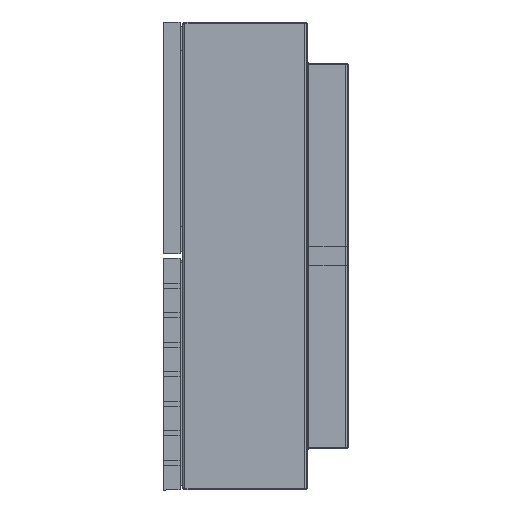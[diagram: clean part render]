
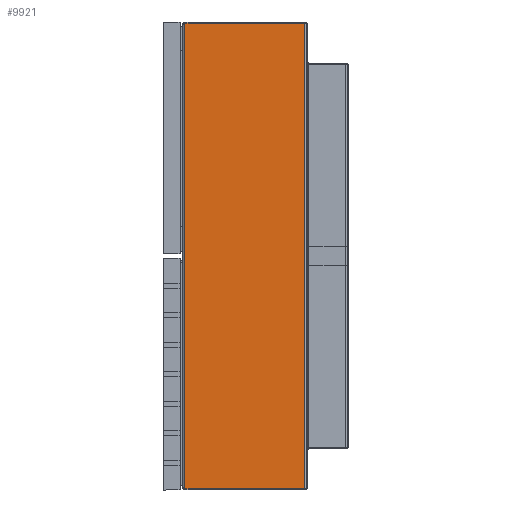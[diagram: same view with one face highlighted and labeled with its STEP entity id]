
A CAD part, left-side view. The second image highlights one B-rep face of the part: STEP entity #9921.
In plain terms, the highlighted face is planar.
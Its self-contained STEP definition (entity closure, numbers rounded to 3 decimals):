
#61 = ORIENTED_EDGE ( 'NONE', *, *, #889, .T. ) ;
#66 = PLANE ( 'NONE',  #6454 ) ;
#123 = DIRECTION ( 'NONE',  ( 1., 0., 0. ) ) ;
#132 = DIRECTION ( 'NONE',  ( -1., 0., 0. ) ) ;
#497 = CARTESIAN_POINT ( 'NONE',  ( 570., 106., -100. ) ) ;
#864 = VERTEX_POINT ( 'NONE', #4280 ) ;
#889 = EDGE_CURVE ( 'NONE', #864, #3365, #5815, .T. ) ;
#1041 = DIRECTION ( 'NONE',  ( 0., 0., 1. ) ) ;
#1115 = DIRECTION ( 'NONE',  ( 0., 1., 0. ) ) ;
#1714 = VERTEX_POINT ( 'NONE', #10239 ) ;
#1897 = CARTESIAN_POINT ( 'NONE',  ( 570., 398., -100. ) ) ;
#2066 = EDGE_CURVE ( 'NONE', #864, #5278, #6053, .T. ) ;
#2266 = ORIENTED_EDGE ( 'NONE', *, *, #4084, .T. ) ;
#2646 = FACE_OUTER_BOUND ( 'NONE', #7609, .T. ) ;
#2823 = VECTOR ( 'NONE', #132, 1000. ) ;
#3365 = VERTEX_POINT ( 'NONE', #5940 ) ;
#3401 = VECTOR ( 'NONE', #5114, 1000. ) ;
#4084 = EDGE_CURVE ( 'NONE', #3365, #1714, #6653, .T. ) ;
#4280 = CARTESIAN_POINT ( 'NONE',  ( 567., 106., -100. ) ) ;
#4857 = VECTOR ( 'NONE', #8138, 1000. ) ;
#5114 = DIRECTION ( 'NONE',  ( -1., 0., 0. ) ) ;
#5278 = VERTEX_POINT ( 'NONE', #7634 ) ;
#5371 = ORIENTED_EDGE ( 'NONE', *, *, #6963, .F. ) ;
#5815 = LINE ( 'NONE', #497, #2823 ) ;
#5867 = ORIENTED_EDGE ( 'NONE', *, *, #2066, .F. ) ;
#5940 = CARTESIAN_POINT ( 'NONE',  ( -567., 106., -100. ) ) ;
#5943 = CARTESIAN_POINT ( 'NONE',  ( 567., 100., -100. ) ) ;
#6053 = LINE ( 'NONE', #5943, #8064 ) ;
#6454 = AXIS2_PLACEMENT_3D ( 'NONE', #7402, #1041, #123 ) ;
#6653 = LINE ( 'NONE', #8938, #4857 ) ;
#6963 = EDGE_CURVE ( 'NONE', #5278, #1714, #8343, .T. ) ;
#7402 = CARTESIAN_POINT ( 'NONE',  ( 570., 100., -100. ) ) ;
#7609 = EDGE_LOOP ( 'NONE', ( #2266, #5371, #5867, #61 ) ) ;
#7634 = CARTESIAN_POINT ( 'NONE',  ( 567., 398., -100. ) ) ;
#8064 = VECTOR ( 'NONE', #1115, 1000. ) ;
#8138 = DIRECTION ( 'NONE',  ( 0., 1., 0. ) ) ;
#8343 = LINE ( 'NONE', #1897, #3401 ) ;
#8938 = CARTESIAN_POINT ( 'NONE',  ( -567., 100., -100. ) ) ;
#9921 = ADVANCED_FACE ( 'NONE', ( #2646 ), #66, .F. ) ;
#10239 = CARTESIAN_POINT ( 'NONE',  ( -567., 398., -100. ) ) ;
